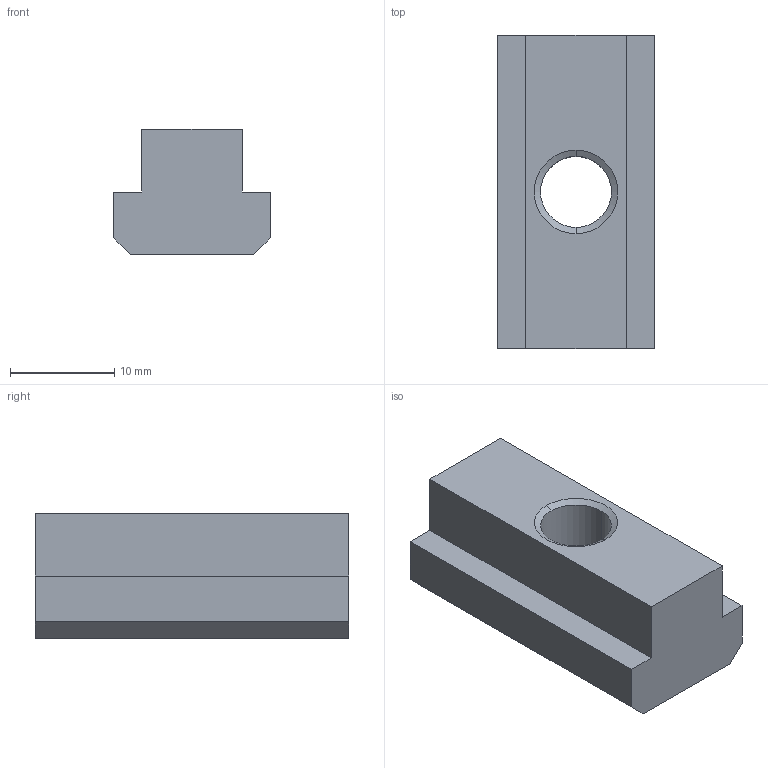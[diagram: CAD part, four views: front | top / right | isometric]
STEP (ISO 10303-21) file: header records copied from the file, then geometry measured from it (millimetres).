
FILE_DESCRIPTION(('STEP AP214'),'1');
FILE_NAME(' ',' ',('TraceParts'),('TraceParts S.A.'),'XStep 1.0',' ',' ');
FILE_SCHEMA(('automotive_design'));
Length unit declared in the file: millimetre
Products named in the file (1): 1
Bounding box: 15 x 30 x 12 mm (x, y, z)
Volume: 3913 mm3; surface area: 2032.3 mm2
Topology: 1 solids, 1 shells, 16 faces, 43 edges, 29 vertices
Faces by surface type: plane 12, cylinder 2, cone 2
Entity records: 1020 total; most frequent: STYLED_ITEM 89, PRESENTATION_STYLE_ASSIGNMENT 89, CARTESIAN_POINT 89, COLOUR_RGB 89, DIRECTION 86, ORIENTED_EDGE 86, EDGE_CURVE 43, CURVE_STYLE 43
